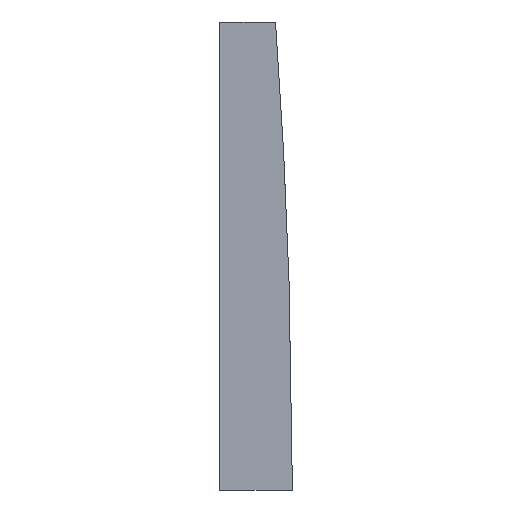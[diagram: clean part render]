
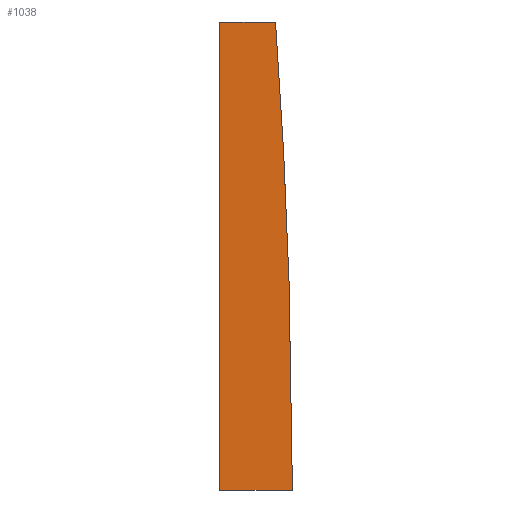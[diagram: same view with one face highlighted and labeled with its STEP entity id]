
A CAD part, front view. The second image highlights one B-rep face of the part: STEP entity #1038.
In plain terms, the highlighted planar face has unit normal (0, 1, 0).
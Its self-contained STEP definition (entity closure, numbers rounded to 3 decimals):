
#978=CARTESIAN_POINT('Axis2P3D Location',(112.574,0.,416.394)) ;
#983=CARTESIAN_POINT('Line Origine',(70.,0.,0.)) ;
#987=CARTESIAN_POINT('Vertex',(140.,0.,0.)) ;
#989=CARTESIAN_POINT('Vertex',(0.,0.,0.)) ;
#992=CARTESIAN_POINT('Line Origine',(0.,0.,450.)) ;
#996=CARTESIAN_POINT('Vertex',(0.,0.,900.)) ;
#999=CARTESIAN_POINT('Line Origine',(53.8,0.,900.)) ;
#1003=CARTESIAN_POINT('Vertex',(107.6,0.,900.)) ;
#1007=CARTESIAN_POINT('Control Point',(140.,0.,0.)) ;
#1008=CARTESIAN_POINT('Control Point',(139.96,0.,25.715)) ;
#1009=CARTESIAN_POINT('Control Point',(139.871,0.,51.429)) ;
#1010=CARTESIAN_POINT('Control Point',(139.733,0.,77.144)) ;
#1011=CARTESIAN_POINT('Control Point',(139.358,0.,128.574)) ;
#1012=CARTESIAN_POINT('Control Point',(138.752,0.,180.003)) ;
#1013=CARTESIAN_POINT('Control Point',(138.384,0.,205.718)) ;
#1014=CARTESIAN_POINT('Control Point',(137.481,0.,257.151)) ;
#1015=CARTESIAN_POINT('Control Point',(136.254,0.,308.577)) ;
#1016=CARTESIAN_POINT('Control Point',(135.561,0.,334.291)) ;
#1017=CARTESIAN_POINT('Control Point',(134.055,0.,385.724)) ;
#1018=CARTESIAN_POINT('Control Point',(132.329,0.,437.149)) ;
#1019=CARTESIAN_POINT('Control Point',(131.415,0.,462.864)) ;
#1020=CARTESIAN_POINT('Control Point',(129.466,0.,514.299)) ;
#1021=CARTESIAN_POINT('Control Point',(127.252,0.,565.724)) ;
#1022=CARTESIAN_POINT('Control Point',(126.073,0.,591.438)) ;
#1023=CARTESIAN_POINT('Control Point',(123.57,0.,642.875)) ;
#1024=CARTESIAN_POINT('Control Point',(120.784,0.,694.297)) ;
#1025=CARTESIAN_POINT('Control Point',(119.321,0.,720.012)) ;
#1026=CARTESIAN_POINT('Control Point',(116.263,0.,771.449)) ;
#1027=CARTESIAN_POINT('Control Point',(112.948,0.,822.869)) ;
#1028=CARTESIAN_POINT('Control Point',(111.228,0.,848.584)) ;
#1029=CARTESIAN_POINT('Control Point',(109.445,0.,874.294)) ;
#1030=CARTESIAN_POINT('Control Point',(107.6,0.,900.)) ;
#979=DIRECTION('Axis2P3D Direction',(0.,1.,-0.)) ;
#980=DIRECTION('Axis2P3D XDirection',(-0.032,0.,0.999)) ;
#984=DIRECTION('Vector Direction',(-1.,0.,0.)) ;
#993=DIRECTION('Vector Direction',(0.,0.,1.)) ;
#1000=DIRECTION('Vector Direction',(-1.,0.,0.)) ;
#981=AXIS2_PLACEMENT_3D('Plane Axis2P3D',#978,#979,#980) ;
#1033=ORIENTED_EDGE('',*,*,#991,.T.) ;
#1034=ORIENTED_EDGE('',*,*,#998,.T.) ;
#1035=ORIENTED_EDGE('',*,*,#1005,.T.) ;
#1036=ORIENTED_EDGE('',*,*,#1031,.T.) ;
#985=VECTOR('Line Direction',#984,1.) ;
#994=VECTOR('Line Direction',#993,1.) ;
#1001=VECTOR('Line Direction',#1000,1.) ;
#1038=ADVANCED_FACE('Fill.1',(#1037),#982,.T.) ;
#1006=B_SPLINE_CURVE_WITH_KNOTS('',5,(#1007,#1008,#1009,#1010,#1011,#1012,#1013,#1014,#1015,#1016,#1017,#1018,#1019,#1020,#1021,#1022,#1023,#1024,#1025,#1026,#1027,#1028,#1029,#1030),.UNSPECIFIED.,.F.,.U.,(6,3,3,3,3,3,3,6),(0.,128.573,257.159,385.775,514.429,643.136,771.914,900.773),.UNSPECIFIED.) ;
#991=EDGE_CURVE('',#988,#990,#986,.T.) ;
#998=EDGE_CURVE('',#990,#997,#995,.T.) ;
#1005=EDGE_CURVE('',#997,#1004,#1002,.F.) ;
#1031=EDGE_CURVE('',#1004,#988,#1006,.F.) ;
#1032=EDGE_LOOP('',(#1033,#1034,#1035,#1036)) ;
#1037=FACE_OUTER_BOUND('',#1032,.T.) ;
#986=LINE('Line',#983,#985) ;
#995=LINE('Line',#992,#994) ;
#1002=LINE('Line',#999,#1001) ;
#982=PLANE('Plane',#981) ;
#988=VERTEX_POINT('',#987) ;
#990=VERTEX_POINT('',#989) ;
#997=VERTEX_POINT('',#996) ;
#1004=VERTEX_POINT('',#1003) ;
